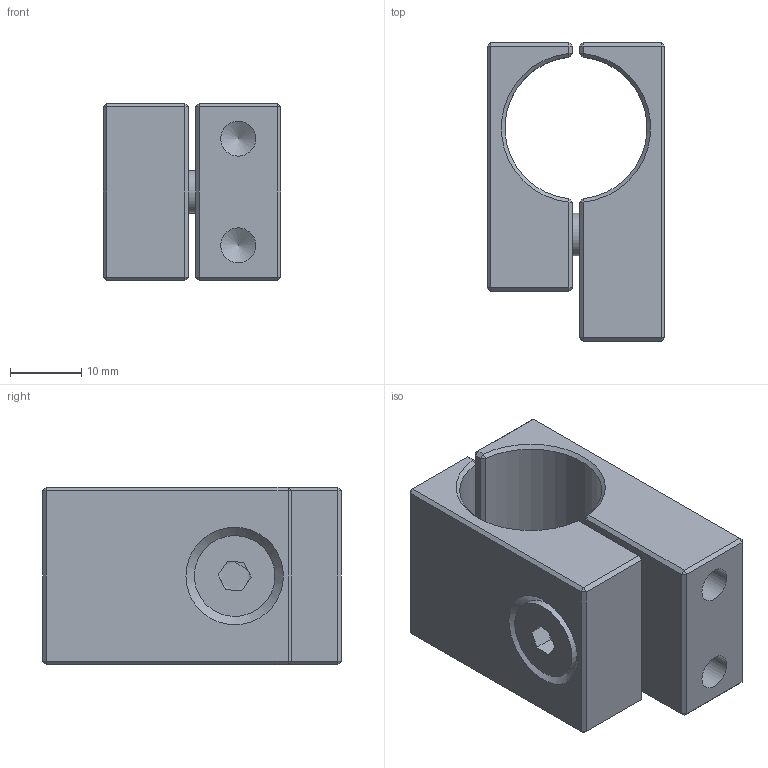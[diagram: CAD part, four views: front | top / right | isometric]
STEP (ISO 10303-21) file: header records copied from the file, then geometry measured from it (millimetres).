
FILE_DESCRIPTION(/* description */ ('Blech.ipt Template'),/* implementation_level */ '2;1');
FILE_NAME(/* name */ 'MT_BGR00014225.stp',/* time_stamp */ '2024-09-17T15:09:00+02:00',/* author */ ('michael.schutter'),/* organization */ (''),/* preprocessor_version */ 'ST-DEVELOPER v19.2',/* originating_system */ 'Autodesk Inventor 2023',/* authorisation */ '');
FILE_SCHEMA (('AUTOMOTIVE_DESIGN { 1 0 10303 214 3 1 1 }'));
Length unit declared in the file: millimetre
Products named in the file (1): MT_WST00117662 Dummy Halterung
Bounding box: 25 x 42 x 25 mm (x, y, z)
Volume: 14824.3 mm3; surface area: 7506.3 mm2
Topology: 1 solids, 1 shells, 93 faces, 188 edges, 100 vertices
Faces by surface type: plane 77, cone 9, cylinder 7
Full cylindrical faces by diameter (mm): 4.917 x2, 6 x2, 11.34 x1
Entity records: 2442 total; most frequent: CARTESIAN_POINT 441, ORIENTED_EDGE 370, DIRECTION 370, EDGE_CURVE 185, LINE 142, VECTOR 142, AXIS2_PLACEMENT_3D 114, VERTEX_POINT 100
